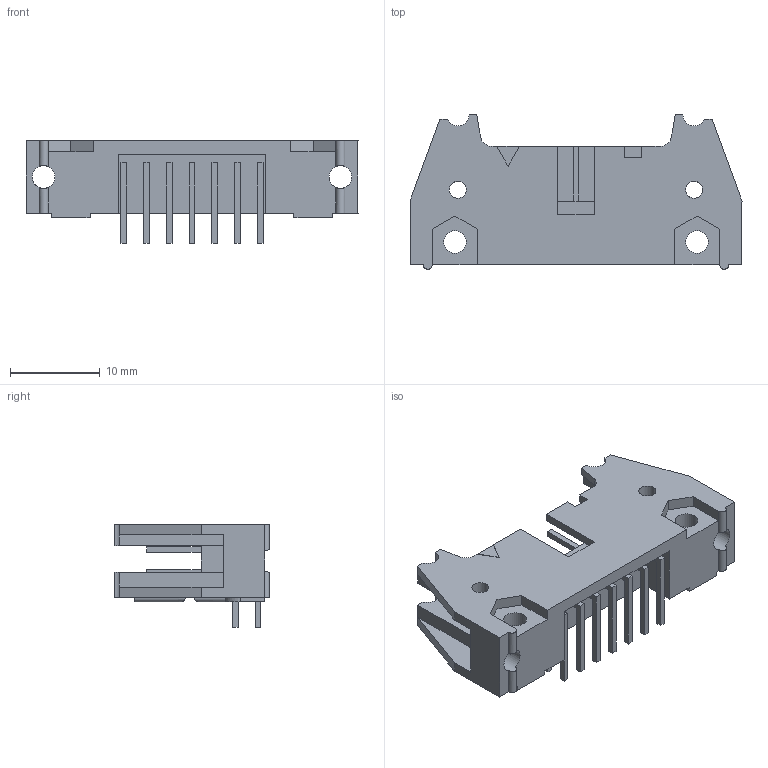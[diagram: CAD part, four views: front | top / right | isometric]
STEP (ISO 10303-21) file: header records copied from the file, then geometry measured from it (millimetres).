
FILE_DESCRIPTION(/* description */ (''),/* implementation_level */ '2;1');
FILE_NAME(/* name */ '3M_N3314-5002RB.stp',/* time_stamp */ '2017-03-06T11:08:08+01:00',/* author */ ('riccim'),/* organization */ (''),/* preprocessor_version */ 'ST-DEVELOPER v15.5',/* originating_system */ 'AutoCAD Mechanical',/* authorisation */ ', , ');
FILE_SCHEMA (('AUTOMOTIVE_DESIGN { 1 0 10303 214 3 1 1 }'));
Length unit declared in the file: millimetre
Products named in the file (1): Product
Bounding box: 37.08 x 17.27 x 11.48 mm (x, y, z)
Volume: 2040.6 mm3; surface area: 3316.1 mm2
Topology: 29 solids, 29 shells, 321 faces, 790 edges, 525 vertices
Faces by surface type: plane 293, cylinder 28
Full cylindrical faces by diameter (mm): 1.905 x4, 2.54 x4
Entity records: 9441 total; most frequent: CARTESIAN_POINT 1819, ORIENTED_EDGE 1550, DIRECTION 1457, EDGE_CURVE 775, LINE 713, VECTOR 713, VERTEX_POINT 518, AXIS2_PLACEMENT_3D 372
